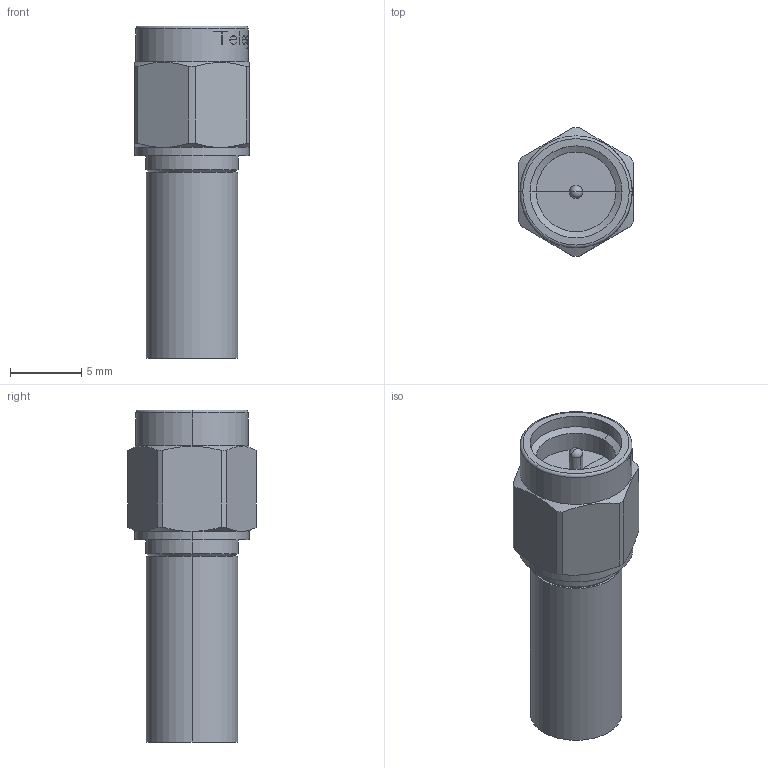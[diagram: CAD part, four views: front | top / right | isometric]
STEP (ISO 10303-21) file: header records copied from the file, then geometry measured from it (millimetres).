
FILE_DESCRIPTION (( 'STEP AP214' ), '1' );
FILE_NAME ('J01150A0041.STEP', '2016-02-19T07:46:44', ( '' ), ( '' ), 'SwSTEP 2.0', 'SolidWorks 2015', '' );
FILE_SCHEMA (( 'AUTOMOTIVE_DESIGN' ));
Length unit declared in the file: millimetre
Products named in the file (1): J01150A0041
Bounding box: 8 x 9 x 23.25 mm (x, y, z)
Volume: 693.7 mm3; surface area: 938.8 mm2
Topology: 1 solids, 1 shells, 348 faces, 945 edges, 621 vertices
Faces by surface type: plane 278, cylinder 48, cone 18, sphere 2, torus 2
Entity records: 14747 total; most frequent: CARTESIAN_POINT 2985, ORIENTED_EDGE 1886, DIRECTION 1483, EDGE_CURVE 943, VERTEX_POINT 621, AXIS2_PLACEMENT_3D 535, LINE 413, VECTOR 413
